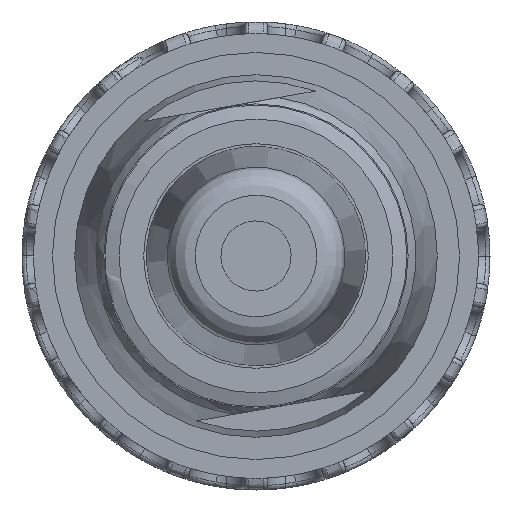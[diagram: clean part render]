
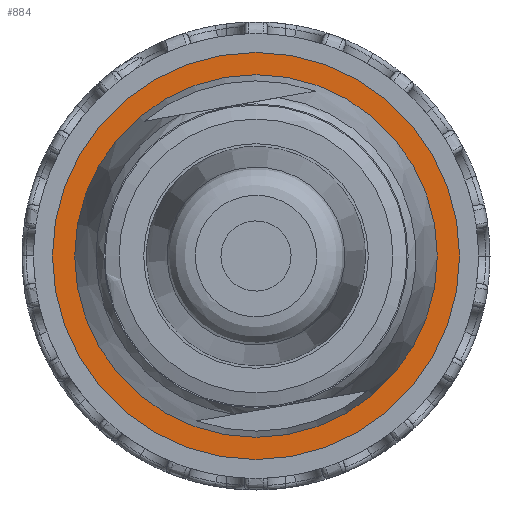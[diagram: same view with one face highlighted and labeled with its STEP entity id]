
A CAD part, front view. The second image highlights one B-rep face of the part: STEP entity #884.
In plain terms, the highlighted planar face has unit normal (0, -1, 0).
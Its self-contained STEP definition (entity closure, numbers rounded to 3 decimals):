
#884=ADVANCED_FACE('',(#1332,#1333),#1220,.T.);
#1220=PLANE('',#5699);
#1332=FACE_BOUND('',#1388,.T.);
#1333=FACE_BOUND('',#1389,.T.);
#1388=EDGE_LOOP('',(#2009));
#1389=EDGE_LOOP('',(#2010));
#1752=CIRCLE('',#5697,7.75);
#1753=CIRCLE('',#5698,8.7);
#2009=ORIENTED_EDGE('',*,*,#4267,.F.);
#2010=ORIENTED_EDGE('',*,*,#4268,.F.);
#3721=VERTEX_POINT('',#7471);
#3722=VERTEX_POINT('',#7473);
#4267=EDGE_CURVE('',#3721,#3721,#1752,.T.);
#4268=EDGE_CURVE('',#3722,#3722,#1753,.T.);
#5697=AXIS2_PLACEMENT_3D('',#7470,#6197,#6198);
#5698=AXIS2_PLACEMENT_3D('',#7472,#6199,#6200);
#5699=AXIS2_PLACEMENT_3D('',#7474,#6201,#6202);
#6197=DIRECTION('',(0.,-1.,0.));
#6198=DIRECTION('',(0.,0.,-1.));
#6199=DIRECTION('',(0.,1.,0.));
#6200=DIRECTION('',(0.,0.,1.));
#6201=DIRECTION('',(0.,-1.,0.));
#6202=DIRECTION('',(0.,0.,1.));
#7470=CARTESIAN_POINT('',(21.985,-36.365,0.));
#7471=CARTESIAN_POINT('',(21.985,-36.365,-7.75));
#7472=CARTESIAN_POINT('',(21.985,-36.365,0.));
#7473=CARTESIAN_POINT('',(21.985,-36.365,8.7));
#7474=CARTESIAN_POINT('',(31.555,-36.365,-9.57));
